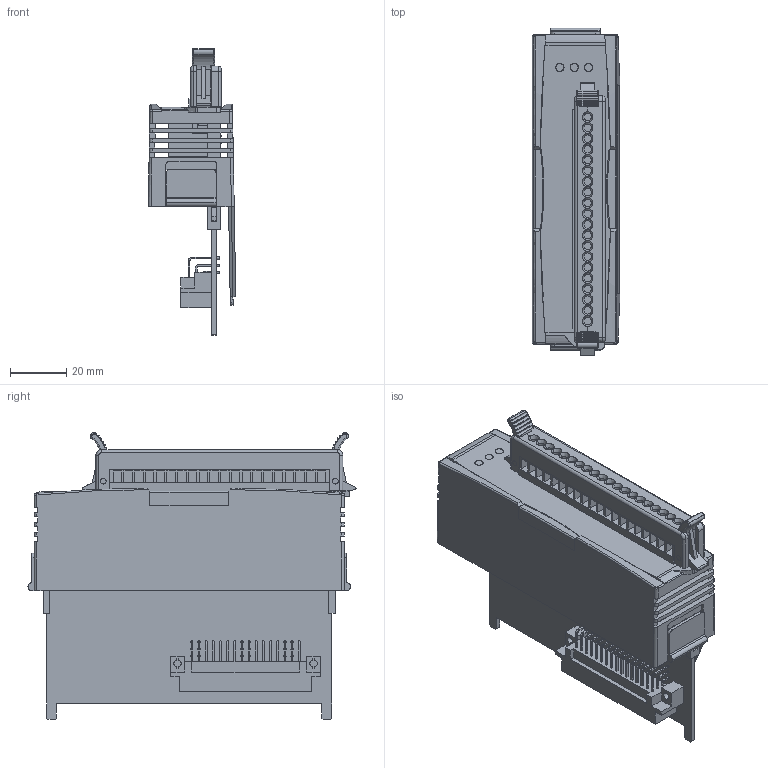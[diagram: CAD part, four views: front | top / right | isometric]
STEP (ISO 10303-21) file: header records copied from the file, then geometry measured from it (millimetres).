
FILE_DESCRIPTION (( 'STEP AP203' ), '1' );
FILE_NAME ('I-8028UW.STEP', '2019-04-01T08:06:45', ( 'user' ), ( '' ), 'SwSTEP 2.0', 'SolidWorks 2013', '' );
FILE_SCHEMA (( 'CONFIG_CONTROL_DESIGN' ));
Length unit declared in the file: millimetre
Products named in the file (11): LED-UP-3P; io module 37 pin 32led PCB; 8000導光柱; Molex-48pin-90D; I-8028UW; 8000固定扣; ME030-381_20; 20Pin牛角; cennector_381_20_牛角; 雙邊_20130306; i-8120_面板
Assembly tree (13 placements, depth 3):
  I-8028UW
    io module 37 pin 32led PCB
    Molex-48pin-90D
    8000固定扣  x2
    cennector_381_20_牛角
      ME030-381_20
      20Pin牛角
    雙邊_20130306
    i-8120_面板
    LED-UP-3P
    8000導光柱  x3
Bounding box: 31.06 x 116.36 x 101.76 mm (x, y, z)
Volume: 59758.2 mm3; surface area: 80211.2 mm2
Topology: 15 solids, 15 shells, 3113 faces, 8038 edges, 5126 vertices
Faces by surface type: plane 2489, cylinder 533, cone 44, bspline 34, torus 7, sphere 6
Entity records: 94489 total; most frequent: CARTESIAN_POINT 17894, ORIENTED_EDGE 15834, DIRECTION 15192, EDGE_CURVE 7917, VECTOR 6280, LINE 6280, VERTEX_POINT 5048, AXIS2_PLACEMENT_3D 4456
